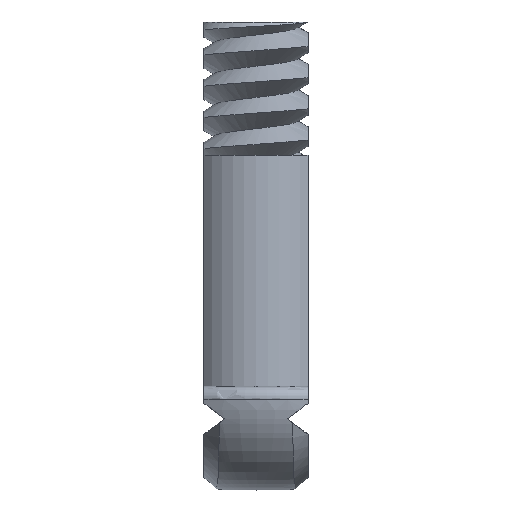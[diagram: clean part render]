
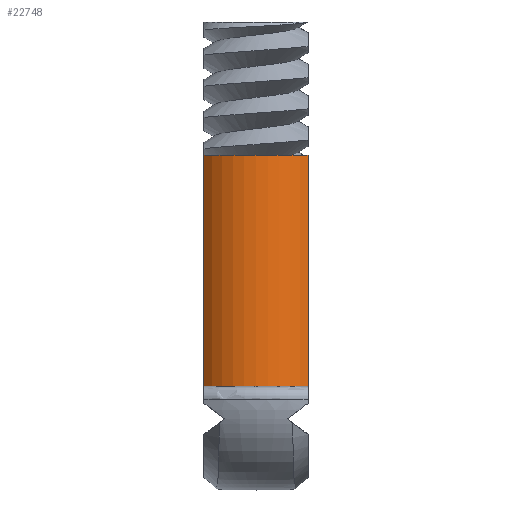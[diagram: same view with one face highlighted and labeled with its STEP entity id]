
A CAD part, left-side view. The second image highlights one B-rep face of the part: STEP entity #22748.
In plain terms, the highlighted cylindrical face has radius 3.35 mm (diameter 6.7 mm), a partial arc.
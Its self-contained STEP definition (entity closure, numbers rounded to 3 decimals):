
#5219 = PLANE('',#5220);
#5220 = AXIS2_PLACEMENT_3D('',#5221,#5222,#5223);
#5221 = CARTESIAN_POINT('',(-12.5,-2.5,200.));
#5222 = DIRECTION('',(0.,1.,0.));
#5223 = DIRECTION('',(-1.,0.,0.));
#6008 = PLANE('',#6009);
#6009 = AXIS2_PLACEMENT_3D('',#6010,#6011,#6012);
#6010 = CARTESIAN_POINT('',(-12.5,2.5,200.));
#6011 = DIRECTION('',(0.,-1.,0.));
#6012 = DIRECTION('',(1.,0.,0.));
#7611 = VERTEX_POINT('',#7612);
#7612 = CARTESIAN_POINT('',(-2.23,-2.5,11.1));
#7628 = PLANE('',#7629);
#7629 = AXIS2_PLACEMENT_3D('',#7630,#7631,#7632);
#7630 = CARTESIAN_POINT('',(0.,0.,11.1
    ));
#7631 = DIRECTION('',(0.,0.,-1.));
#7632 = DIRECTION('',(1.,0.,0.));
#7640 = EDGE_CURVE('',#7611,#7641,#7643,.T.);
#7641 = VERTEX_POINT('',#7642);
#7642 = CARTESIAN_POINT('',(-2.23,-2.5,0.));
#7643 = SURFACE_CURVE('',#7644,(#7648,#7655),.PCURVE_S1.);
#7644 = LINE('',#7645,#7646);
#7645 = CARTESIAN_POINT('',(-2.23,-2.5,11.1));
#7646 = VECTOR('',#7647,1.);
#7647 = DIRECTION('',(0.,0.,-1.));
#7648 = PCURVE('',#5219,#7649);
#7649 = DEFINITIONAL_REPRESENTATION('',(#7650),#7654);
#7650 = LINE('',#7651,#7652);
#7651 = CARTESIAN_POINT('',(-10.27,-188.9));
#7652 = VECTOR('',#7653,1.);
#7653 = DIRECTION('',(0.,-1.));
#7654 = ( GEOMETRIC_REPRESENTATION_CONTEXT(2) 
PARAMETRIC_REPRESENTATION_CONTEXT() REPRESENTATION_CONTEXT('2D SPACE',''
  ) );
#7655 = PCURVE('',#7656,#7661);
#7656 = CYLINDRICAL_SURFACE('',#7657,3.35);
#7657 = AXIS2_PLACEMENT_3D('',#7658,#7659,#7660);
#7658 = CARTESIAN_POINT('',(0.,0.,11.1
    ));
#7659 = DIRECTION('',(0.,0.,-1.));
#7660 = DIRECTION('',(1.,0.,0.));
#7661 = DEFINITIONAL_REPRESENTATION('',(#7662),#7666);
#7662 = LINE('',#7663,#7664);
#7663 = CARTESIAN_POINT('',(2.299,0.));
#7664 = VECTOR('',#7665,1.);
#7665 = DIRECTION('',(0.,1.));
#7666 = ( GEOMETRIC_REPRESENTATION_CONTEXT(2) 
PARAMETRIC_REPRESENTATION_CONTEXT() REPRESENTATION_CONTEXT('2D SPACE',''
  ) );
#7684 = PLANE('',#7685);
#7685 = AXIS2_PLACEMENT_3D('',#7686,#7687,#7688);
#7686 = CARTESIAN_POINT('',(0.,0.,
    0.));
#7687 = DIRECTION('',(0.,0.,-1.));
#7688 = DIRECTION('',(1.,0.,0.));
#21259 = VERTEX_POINT('',#21260);
#21260 = CARTESIAN_POINT('',(-2.23,2.5,11.1));
#21281 = EDGE_CURVE('',#21259,#21282,#21284,.T.);
#21282 = VERTEX_POINT('',#21283);
#21283 = CARTESIAN_POINT('',(-2.23,2.5,0.));
#21284 = SURFACE_CURVE('',#21285,(#21289,#21296),.PCURVE_S1.);
#21285 = LINE('',#21286,#21287);
#21286 = CARTESIAN_POINT('',(-2.23,2.5,11.1));
#21287 = VECTOR('',#21288,1.);
#21288 = DIRECTION('',(0.,0.,-1.));
#21289 = PCURVE('',#6008,#21290);
#21290 = DEFINITIONAL_REPRESENTATION('',(#21291),#21295);
#21291 = LINE('',#21292,#21293);
#21292 = CARTESIAN_POINT('',(10.27,-188.9));
#21293 = VECTOR('',#21294,1.);
#21294 = DIRECTION('',(0.,-1.));
#21295 = ( GEOMETRIC_REPRESENTATION_CONTEXT(2) 
PARAMETRIC_REPRESENTATION_CONTEXT() REPRESENTATION_CONTEXT('2D SPACE',''
  ) );
#21296 = PCURVE('',#7656,#21297);
#21297 = DEFINITIONAL_REPRESENTATION('',(#21298),#21302);
#21298 = LINE('',#21299,#21300);
#21299 = CARTESIAN_POINT('',(3.984,0.));
#21300 = VECTOR('',#21301,1.);
#21301 = DIRECTION('',(0.,1.));
#21302 = ( GEOMETRIC_REPRESENTATION_CONTEXT(2) 
PARAMETRIC_REPRESENTATION_CONTEXT() REPRESENTATION_CONTEXT('2D SPACE',''
  ) );
#22726 = EDGE_CURVE('',#7611,#21259,#22727,.T.);
#22727 = SURFACE_CURVE('',#22728,(#22733,#22740),.PCURVE_S1.);
#22728 = CIRCLE('',#22729,3.35);
#22729 = AXIS2_PLACEMENT_3D('',#22730,#22731,#22732);
#22730 = CARTESIAN_POINT('',(0.,0.,
    11.1));
#22731 = DIRECTION('',(0.,0.,-1.));
#22732 = DIRECTION('',(1.,0.,0.));
#22733 = PCURVE('',#7628,#22734);
#22734 = DEFINITIONAL_REPRESENTATION('',(#22735),#22739);
#22735 = CIRCLE('',#22736,3.35);
#22736 = AXIS2_PLACEMENT_2D('',#22737,#22738);
#22737 = CARTESIAN_POINT('',(0.,0.));
#22738 = DIRECTION('',(1.,0.));
#22739 = ( GEOMETRIC_REPRESENTATION_CONTEXT(2) 
PARAMETRIC_REPRESENTATION_CONTEXT() REPRESENTATION_CONTEXT('2D SPACE',''
  ) );
#22740 = PCURVE('',#7656,#22741);
#22741 = DEFINITIONAL_REPRESENTATION('',(#22742),#22746);
#22742 = LINE('',#22743,#22744);
#22743 = CARTESIAN_POINT('',(0.,0.));
#22744 = VECTOR('',#22745,1.);
#22745 = DIRECTION('',(1.,0.));
#22746 = ( GEOMETRIC_REPRESENTATION_CONTEXT(2) 
PARAMETRIC_REPRESENTATION_CONTEXT() REPRESENTATION_CONTEXT('2D SPACE',''
  ) );
#22748 = ADVANCED_FACE('',(#22749),#7656,.T.);
#22749 = FACE_BOUND('',#22750,.T.);
#22750 = EDGE_LOOP('',(#22751,#22752,#22753,#22754));
#22751 = ORIENTED_EDGE('',*,*,#7640,.F.);
#22752 = ORIENTED_EDGE('',*,*,#22726,.T.);
#22753 = ORIENTED_EDGE('',*,*,#21281,.T.);
#22754 = ORIENTED_EDGE('',*,*,#22755,.F.);
#22755 = EDGE_CURVE('',#7641,#21282,#22756,.T.);
#22756 = SURFACE_CURVE('',#22757,(#22762,#22769),.PCURVE_S1.);
#22757 = CIRCLE('',#22758,3.35);
#22758 = AXIS2_PLACEMENT_3D('',#22759,#22760,#22761);
#22759 = CARTESIAN_POINT('',(0.,0.,
    0.));
#22760 = DIRECTION('',(0.,0.,-1.));
#22761 = DIRECTION('',(1.,0.,0.));
#22762 = PCURVE('',#7656,#22763);
#22763 = DEFINITIONAL_REPRESENTATION('',(#22764),#22768);
#22764 = LINE('',#22765,#22766);
#22765 = CARTESIAN_POINT('',(0.,11.1));
#22766 = VECTOR('',#22767,1.);
#22767 = DIRECTION('',(1.,0.));
#22768 = ( GEOMETRIC_REPRESENTATION_CONTEXT(2) 
PARAMETRIC_REPRESENTATION_CONTEXT() REPRESENTATION_CONTEXT('2D SPACE',''
  ) );
#22769 = PCURVE('',#7684,#22770);
#22770 = DEFINITIONAL_REPRESENTATION('',(#22771),#22775);
#22771 = CIRCLE('',#22772,3.35);
#22772 = AXIS2_PLACEMENT_2D('',#22773,#22774);
#22773 = CARTESIAN_POINT('',(0.,0.));
#22774 = DIRECTION('',(1.,0.));
#22775 = ( GEOMETRIC_REPRESENTATION_CONTEXT(2) 
PARAMETRIC_REPRESENTATION_CONTEXT() REPRESENTATION_CONTEXT('2D SPACE',''
  ) );
